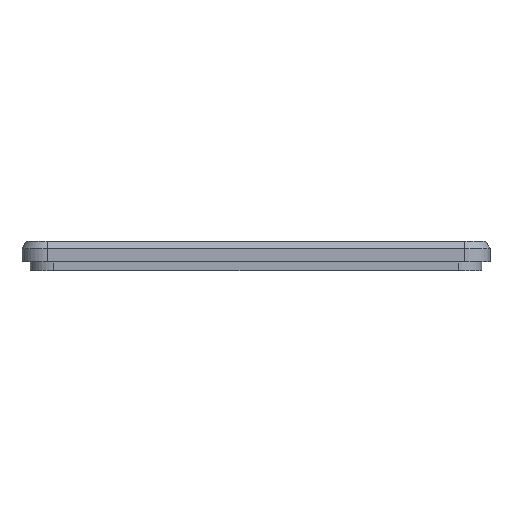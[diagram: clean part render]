
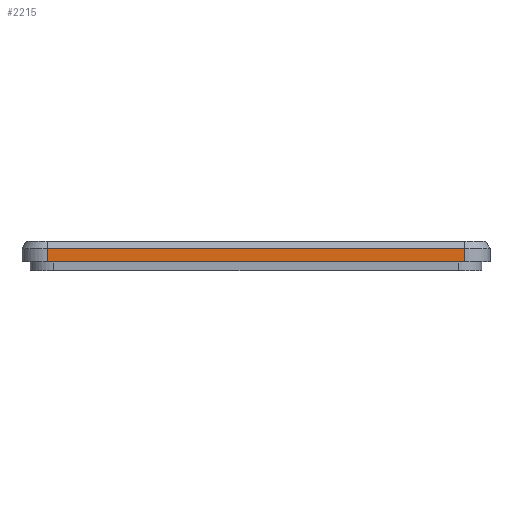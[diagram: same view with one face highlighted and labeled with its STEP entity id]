
A CAD part, left-side view. The second image highlights one B-rep face of the part: STEP entity #2215.
In plain terms, the highlighted planar face has unit normal (-1, 0, 0).
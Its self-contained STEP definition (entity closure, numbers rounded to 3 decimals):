
#108=FACE_OUTER_BOUND('',#266,.T.);
#266=EDGE_LOOP('',(#1622,#1623,#1624,#1625));
#512=LINE('',#3348,#747);
#559=LINE('',#3491,#794);
#560=LINE('',#3492,#795);
#561=LINE('',#3493,#796);
#747=VECTOR('',#2659,10.);
#794=VECTOR('',#2758,10.);
#795=VECTOR('',#2759,10.);
#796=VECTOR('',#2760,10.);
#1010=VERTEX_POINT('',#3346);
#1011=VERTEX_POINT('',#3347);
#1080=VERTEX_POINT('',#3489);
#1081=VERTEX_POINT('',#3490);
#1224=EDGE_CURVE('',#1010,#1011,#512,.F.);
#1295=EDGE_CURVE('',#1080,#1081,#559,.T.);
#1296=EDGE_CURVE('',#1010,#1080,#560,.T.);
#1297=EDGE_CURVE('',#1081,#1011,#561,.T.);
#1622=ORIENTED_EDGE('',*,*,#1295,.F.);
#1623=ORIENTED_EDGE('',*,*,#1296,.F.);
#1624=ORIENTED_EDGE('',*,*,#1224,.T.);
#1625=ORIENTED_EDGE('',*,*,#1297,.F.);
#2137=PLANE('',#2400);
#2215=ADVANCED_FACE('',(#108),#2137,.T.);
#2400=AXIS2_PLACEMENT_3D('',#3488,#2756,#2757);
#2659=DIRECTION('',(0.,1.,0.));
#2756=DIRECTION('center_axis',(-1.,0.,0.));
#2757=DIRECTION('ref_axis',(0.,-1.,0.));
#2758=DIRECTION('',(0.,-1.,0.));
#2759=DIRECTION('',(0.,0.,1.));
#2760=DIRECTION('',(0.,0.,-1.));
#3346=CARTESIAN_POINT('',(-110.,57.528,4.6));
#3347=CARTESIAN_POINT('',(-110.,-57.2,4.6));
#3348=CARTESIAN_POINT('',(-110.,59.2,4.6));
#3488=CARTESIAN_POINT('Origin',(-110.,56.2,3.8));
#3489=CARTESIAN_POINT('',(-110.,57.528,8.3));
#3490=CARTESIAN_POINT('',(-110.,-57.2,8.3));
#3491=CARTESIAN_POINT('',(-110.,28.1,8.3));
#3492=CARTESIAN_POINT('',(-110.,57.528,3.8));
#3493=CARTESIAN_POINT('',(-110.,-57.2,3.8));
